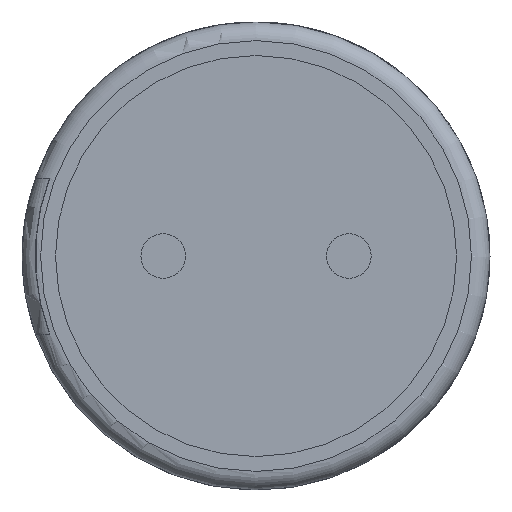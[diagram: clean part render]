
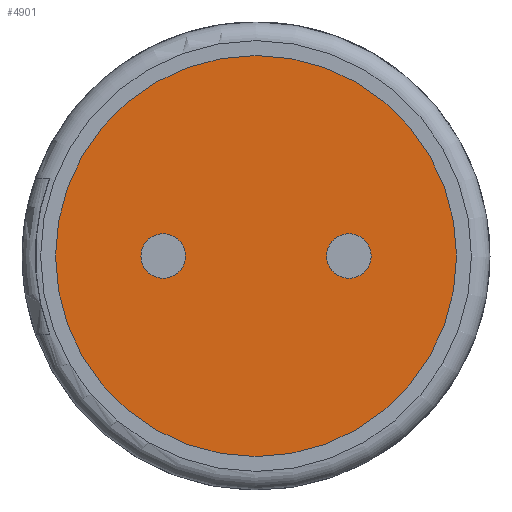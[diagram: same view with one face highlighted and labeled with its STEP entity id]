
A CAD part, front view. The second image highlights one B-rep face of the part: STEP entity #4901.
In plain terms, the highlighted planar face has unit normal (0, -1, 0).
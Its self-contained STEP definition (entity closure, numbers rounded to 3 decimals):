
#40=FACE_BOUND('',#1356,.T.);
#41=FACE_BOUND('',#1357,.T.);
#143=PLANE('',#5232);
#1092=FACE_OUTER_BOUND('',#1355,.T.);
#1355=EDGE_LOOP('',(#4362));
#1356=EDGE_LOOP('',(#4363));
#1357=EDGE_LOOP('',(#4364));
#1493=CIRCLE('',#5224,0.3);
#1495=CIRCLE('',#5228,0.3);
#1496=CIRCLE('',#5231,2.7);
#2237=VERTEX_POINT('',#11748);
#2239=VERTEX_POINT('',#11755);
#2240=VERTEX_POINT('',#11760);
#2945=EDGE_CURVE('',#2237,#2237,#1493,.T.);
#2948=EDGE_CURVE('',#2239,#2239,#1495,.T.);
#2950=EDGE_CURVE('',#2240,#2240,#1496,.T.);
#4362=ORIENTED_EDGE('',*,*,#2950,.T.);
#4363=ORIENTED_EDGE('',*,*,#2945,.T.);
#4364=ORIENTED_EDGE('',*,*,#2948,.T.);
#4901=ADVANCED_FACE('',(#1092,#40,#41),#143,.T.);
#5224=AXIS2_PLACEMENT_3D('',#11750,#6121,#6122);
#5228=AXIS2_PLACEMENT_3D('',#11757,#6130,#6131);
#5231=AXIS2_PLACEMENT_3D('',#11762,#6137,#6138);
#5232=AXIS2_PLACEMENT_3D('',#11763,#6139,#6140);
#6121=DIRECTION('center_axis',(0.,1.,0.));
#6122=DIRECTION('ref_axis',(1.,0.,0.));
#6130=DIRECTION('center_axis',(0.,1.,0.));
#6131=DIRECTION('ref_axis',(1.,0.,0.));
#6137=DIRECTION('center_axis',(0.,-1.,0.));
#6138=DIRECTION('ref_axis',(1.,0.,0.));
#6139=DIRECTION('center_axis',(0.,-1.,0.));
#6140=DIRECTION('ref_axis',(0.,0.,-1.));
#11748=CARTESIAN_POINT('',(0.95,0.1,0.));
#11750=CARTESIAN_POINT('Origin',(1.25,0.1,0.));
#11755=CARTESIAN_POINT('',(-1.55,0.1,0.));
#11757=CARTESIAN_POINT('Origin',(-1.25,0.1,0.));
#11760=CARTESIAN_POINT('',(-2.7,0.1,0.));
#11762=CARTESIAN_POINT('Origin',(0.,0.1,0.));
#11763=CARTESIAN_POINT('Origin',(0.,0.1,0.));
